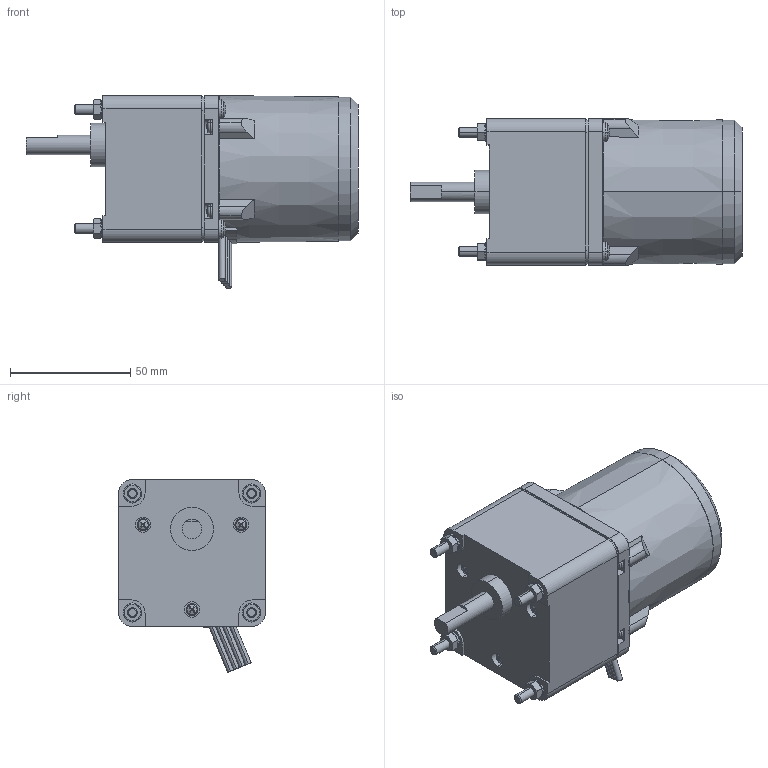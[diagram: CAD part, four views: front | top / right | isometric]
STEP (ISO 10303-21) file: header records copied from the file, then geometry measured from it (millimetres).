
FILE_DESCRIPTION(('starvars output'),'2;1');
FILE_NAME('6bp2.stp','10:48:49 2014/09/12',( 'Thomas Industrial Network Germany GmbH'),( 'Thomas Industrial Network Germany GmbH'),'unknown preprocess','ACIS' ,'unknown authorization');
FILE_SCHEMA(('AUTOMOTIVE_DESIGN_CC2 {UNKNOWN IMPLEMENTATION LEVEL}'));
Length unit declared in the file: millimetre
Products named in the file (1): PRODUCT_ID_27
Bounding box: 138 x 61 x 80.09 mm (x, y, z)
Volume: 345312.6 mm3; surface area: 34034.1 mm2
Topology: 1 solids, 5 shells, 540 faces, 1312 edges, 810 vertices
Faces by surface type: plane 277, cylinder 121, cone 98, bspline 22, torus 22
Entity records: 18689 total; most frequent: CARTESIAN_POINT 3783, ORIENTED_EDGE 2624, DIRECTION 1654, EDGE_CURVE 1312, VERTEX_POINT 810, EDGE_LOOP 584, FACE_BOUND 584, VECTOR 558
